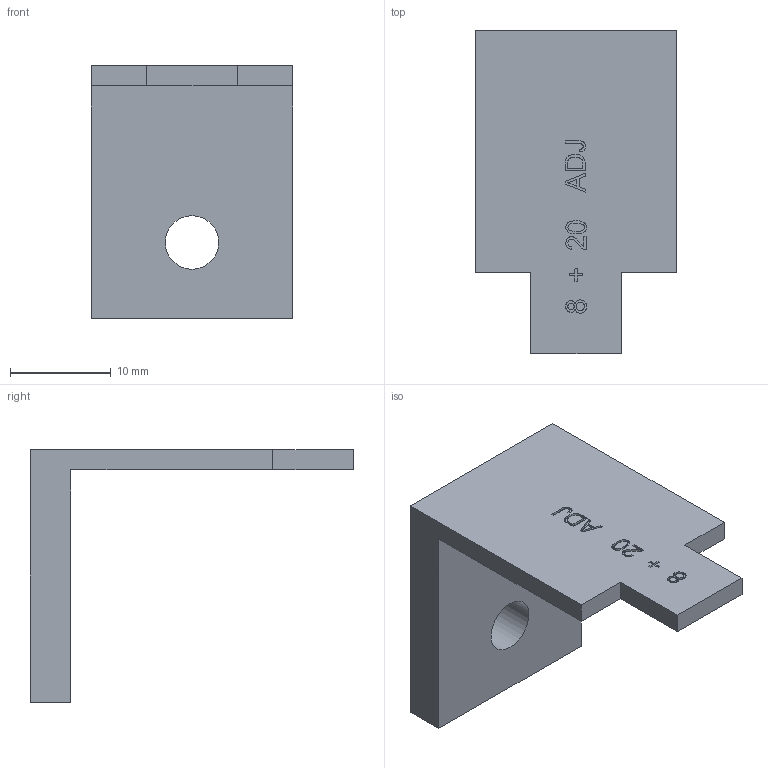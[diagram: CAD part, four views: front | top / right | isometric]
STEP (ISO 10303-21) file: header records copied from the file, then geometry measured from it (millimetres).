
FILE_DESCRIPTION(/* description */ (''),/* implementation_level */ '2;1');
FILE_NAME(/* name */ 'DAB fork for adjustment.step',/* time_stamp */ '2023-09-29T22:33:12+08:00',/* author */ (''),/* organization */ (''),/* preprocessor_version */ 'ST-DEVELOPER v20',/* originating_system */ 'Autodesk Translation Framework v12.14.0.127',/* authorisation */ '');
FILE_SCHEMA (('AUTOMOTIVE_DESIGN { 1 0 10303 214 3 1 1 }'));
Length unit declared in the file: millimetre
Products named in the file (1): DAB fork for adjustment
Bounding box: 20 x 32 x 25 mm (x, y, z)
Volume: 2854.3 mm3; surface area: 2451 mm2
Topology: 1 solids, 1 shells, 161 faces, 441 edges, 294 vertices
Faces by surface type: bspline 99, plane 61, cylinder 1
Full cylindrical faces by diameter (mm): 5.3 x1
Entity records: 6324 total; most frequent: CARTESIAN_POINT 2880, ORIENTED_EDGE 882, EDGE_CURVE 441, DIRECTION 371, VERTEX_POINT 294, LINE 241, VECTOR 241, B_SPLINE_CURVE_WITH_KNOTS 198
